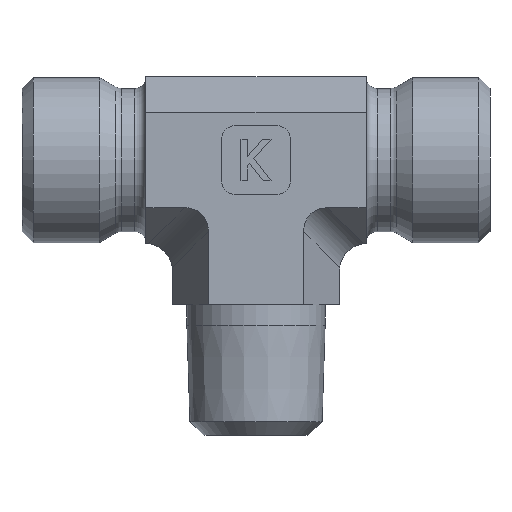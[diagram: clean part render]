
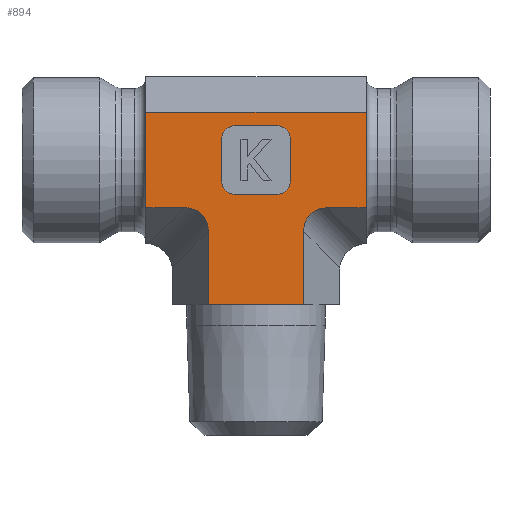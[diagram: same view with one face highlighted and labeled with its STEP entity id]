
A CAD part, left-side view. The second image highlights one B-rep face of the part: STEP entity #894.
In plain terms, the highlighted planar face has unit normal (-1, 0, 0).
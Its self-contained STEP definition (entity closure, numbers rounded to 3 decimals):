
#216=CARTESIAN_POINT('',(-25.685,6.08,0.0));
#217=VERTEX_POINT('',#216);
#224=CARTESIAN_POINT('',(-25.685,13.008,0.0));
#225=VERTEX_POINT('',#224);
#226=CARTESIAN_POINT('',(-25.685,13.008,0.0));
#227=DIRECTION('',(0.0,-1.0,0.0));
#228=VECTOR('',#227,6.928);
#229=LINE('',#226,#228);
#230=EDGE_CURVE('',#225,#217,#229,.T.);
#514=CARTESIAN_POINT('',(-25.685,17.544,10.5));
#515=VERTEX_POINT('',#514);
#646=CARTESIAN_POINT('',(-25.685,17.544,13.964));
#647=VERTEX_POINT('',#646);
#655=CARTESIAN_POINT('',(-25.685,17.544,13.964));
#656=DIRECTION('',(0.0,0.0,-1.0));
#657=VECTOR('',#656,3.464);
#658=LINE('',#655,#657);
#659=EDGE_CURVE('',#647,#515,#658,.T.);
#669=CARTESIAN_POINT('',(-25.685,17.544,7.036));
#670=VERTEX_POINT('',#669);
#671=CARTESIAN_POINT('',(-25.685,17.544,10.5));
#672=DIRECTION('',(0.0,0.0,-1.0));
#673=VECTOR('',#672,3.464);
#674=LINE('',#671,#673);
#675=EDGE_CURVE('',#515,#670,#674,.T.);
#725=CARTESIAN_POINT('',(-25.685,1.544,13.964));
#726=VERTEX_POINT('',#725);
#727=CARTESIAN_POINT('',(-25.685,17.544,13.964));
#728=DIRECTION('',(0.0,-1.0,0.0));
#729=VECTOR('',#728,16.);
#730=LINE('',#727,#729);
#731=EDGE_CURVE('',#647,#726,#730,.T.);
#751=CARTESIAN_POINT('',(-25.685,6.08,0.0));
#752=DIRECTION('',(-1.0,0.0,0.0));
#753=DIRECTION('',(0.0,0.0,1.0));
#754=AXIS2_PLACEMENT_3D('',#751,#752,#753);
#755=PLANE('',#754);
#756=ORIENTED_EDGE('',*,*,#659,.T.);
#757=ORIENTED_EDGE('',*,*,#675,.T.);
#758=CARTESIAN_POINT('',(-25.685,14.74,7.036));
#759=VERTEX_POINT('',#758);
#760=CARTESIAN_POINT('',(-25.685,14.74,7.036));
#761=DIRECTION('',(0.0,1.0,0.0));
#762=VECTOR('',#761,2.804);
#763=LINE('',#760,#762);
#764=EDGE_CURVE('',#759,#670,#763,.T.);
#765=ORIENTED_EDGE('',*,*,#764,.F.);
#766=CARTESIAN_POINT('',(-25.685,13.008,5.304));
#767=VERTEX_POINT('',#766);
#768=CARTESIAN_POINT('',(-25.685,15.317,4.726));
#769=DIRECTION('',(-1.0,0.0,0.0));
#770=DIRECTION('',(0.0,-0.707,0.707));
#771=AXIS2_PLACEMENT_3D('',#768,#769,#770);
#772=ELLIPSE('',#771,2.582,2.0);
#773=EDGE_CURVE('',#767,#759,#772,.T.);
#774=ORIENTED_EDGE('',*,*,#773,.F.);
#775=CARTESIAN_POINT('',(-25.685,13.008,0.0));
#776=DIRECTION('',(0.0,0.0,1.0));
#777=VECTOR('',#776,5.304);
#778=LINE('',#775,#777);
#779=EDGE_CURVE('',#225,#767,#778,.T.);
#780=ORIENTED_EDGE('',*,*,#779,.F.);
#781=ORIENTED_EDGE('',*,*,#230,.T.);
#782=CARTESIAN_POINT('',(-25.685,6.08,5.304));
#783=VERTEX_POINT('',#782);
#784=CARTESIAN_POINT('',(-25.685,6.08,0.0));
#785=DIRECTION('',(0.0,0.0,1.0));
#786=VECTOR('',#785,5.304);
#787=LINE('',#784,#786);
#788=EDGE_CURVE('',#217,#783,#787,.T.);
#789=ORIENTED_EDGE('',*,*,#788,.T.);
#790=CARTESIAN_POINT('',(-25.685,4.348,7.036));
#791=VERTEX_POINT('',#790);
#792=CARTESIAN_POINT('',(-25.685,3.77,4.726));
#793=DIRECTION('',(-1.0,0.0,0.0));
#794=DIRECTION('',(0.0,0.707,0.707));
#795=AXIS2_PLACEMENT_3D('',#792,#793,#794);
#796=ELLIPSE('',#795,2.582,2.0);
#797=EDGE_CURVE('',#791,#783,#796,.T.);
#798=ORIENTED_EDGE('',*,*,#797,.F.);
#799=CARTESIAN_POINT('',(-25.685,1.544,7.036));
#800=VERTEX_POINT('',#799);
#801=CARTESIAN_POINT('',(-25.685,4.348,7.036));
#802=DIRECTION('',(0.0,-1.0,0.0));
#803=VECTOR('',#802,2.804);
#804=LINE('',#801,#803);
#805=EDGE_CURVE('',#791,#800,#804,.T.);
#806=ORIENTED_EDGE('',*,*,#805,.T.);
#807=CARTESIAN_POINT('',(-25.685,1.544,10.5));
#808=VERTEX_POINT('',#807);
#809=CARTESIAN_POINT('',(-25.685,1.544,7.036));
#810=DIRECTION('',(0.0,0.0,1.0));
#811=VECTOR('',#810,3.464);
#812=LINE('',#809,#811);
#813=EDGE_CURVE('',#800,#808,#812,.T.);
#814=ORIENTED_EDGE('',*,*,#813,.T.);
#815=CARTESIAN_POINT('',(-25.685,1.544,10.5));
#816=DIRECTION('',(0.0,0.0,1.0));
#817=VECTOR('',#816,3.464);
#818=LINE('',#815,#817);
#819=EDGE_CURVE('',#808,#726,#818,.T.);
#820=ORIENTED_EDGE('',*,*,#819,.T.);
#821=ORIENTED_EDGE('',*,*,#731,.F.);
#822=EDGE_LOOP('',(#756,#757,#765,#774,#780,#781,#789,#798,#806,#814,#820,#821));
#823=FACE_OUTER_BOUND('',#822,.T.);
#824=CARTESIAN_POINT('',(-25.685,11.044,13.));
#825=VERTEX_POINT('',#824);
#826=CARTESIAN_POINT('',(-25.685,8.044,13.));
#827=VERTEX_POINT('',#826);
#828=CARTESIAN_POINT('',(-25.685,11.044,13.));
#829=DIRECTION('',(0.0,-1.0,0.0));
#830=VECTOR('',#829,3.0);
#831=LINE('',#828,#830);
#832=EDGE_CURVE('',#825,#827,#831,.T.);
#833=ORIENTED_EDGE('',*,*,#832,.T.);
#834=CARTESIAN_POINT('',(-25.685,7.044,12.));
#835=VERTEX_POINT('',#834);
#836=CARTESIAN_POINT('',(-25.685,8.044,12.));
#837=DIRECTION('',(-1.0,0.0,0.0));
#838=DIRECTION('',(0.0,-0.707,0.707));
#839=AXIS2_PLACEMENT_3D('',#836,#837,#838);
#840=CIRCLE('',#839,1.0);
#841=EDGE_CURVE('',#835,#827,#840,.T.);
#842=ORIENTED_EDGE('',*,*,#841,.F.);
#843=CARTESIAN_POINT('',(-25.685,7.044,9.));
#844=VERTEX_POINT('',#843);
#845=CARTESIAN_POINT('',(-25.685,7.044,12.));
#846=DIRECTION('',(0.0,0.0,-1.0));
#847=VECTOR('',#846,3.0);
#848=LINE('',#845,#847);
#849=EDGE_CURVE('',#835,#844,#848,.T.);
#850=ORIENTED_EDGE('',*,*,#849,.T.);
#851=CARTESIAN_POINT('',(-25.685,8.044,8.));
#852=VERTEX_POINT('',#851);
#853=CARTESIAN_POINT('',(-25.685,8.044,9.));
#854=DIRECTION('',(-1.0,0.0,0.0));
#855=DIRECTION('',(0.0,-0.707,-0.707));
#856=AXIS2_PLACEMENT_3D('',#853,#854,#855);
#857=CIRCLE('',#856,1.0);
#858=EDGE_CURVE('',#852,#844,#857,.T.);
#859=ORIENTED_EDGE('',*,*,#858,.F.);
#860=CARTESIAN_POINT('',(-25.685,11.044,8.));
#861=VERTEX_POINT('',#860);
#862=CARTESIAN_POINT('',(-25.685,8.044,8.));
#863=DIRECTION('',(0.0,1.0,0.0));
#864=VECTOR('',#863,3.0);
#865=LINE('',#862,#864);
#866=EDGE_CURVE('',#852,#861,#865,.T.);
#867=ORIENTED_EDGE('',*,*,#866,.T.);
#868=CARTESIAN_POINT('',(-25.685,12.044,9.));
#869=VERTEX_POINT('',#868);
#870=CARTESIAN_POINT('',(-25.685,11.044,9.));
#871=DIRECTION('',(-1.0,0.0,0.0));
#872=DIRECTION('',(0.0,0.707,-0.707));
#873=AXIS2_PLACEMENT_3D('',#870,#871,#872);
#874=CIRCLE('',#873,1.0);
#875=EDGE_CURVE('',#869,#861,#874,.T.);
#876=ORIENTED_EDGE('',*,*,#875,.F.);
#877=CARTESIAN_POINT('',(-25.685,12.044,12.));
#878=VERTEX_POINT('',#877);
#879=CARTESIAN_POINT('',(-25.685,12.044,9.));
#880=DIRECTION('',(0.0,0.0,1.0));
#881=VECTOR('',#880,3.0);
#882=LINE('',#879,#881);
#883=EDGE_CURVE('',#869,#878,#882,.T.);
#884=ORIENTED_EDGE('',*,*,#883,.T.);
#885=CARTESIAN_POINT('',(-25.685,11.044,12.));
#886=DIRECTION('',(-1.0,0.0,0.0));
#887=DIRECTION('',(0.0,0.707,0.707));
#888=AXIS2_PLACEMENT_3D('',#885,#886,#887);
#889=CIRCLE('',#888,1.0);
#890=EDGE_CURVE('',#825,#878,#889,.T.);
#891=ORIENTED_EDGE('',*,*,#890,.F.);
#892=EDGE_LOOP('',(#833,#842,#850,#859,#867,#876,#884,#891));
#893=FACE_BOUND('',#892,.T.);
#894=ADVANCED_FACE('',(#823,#893),#755,.T.);
